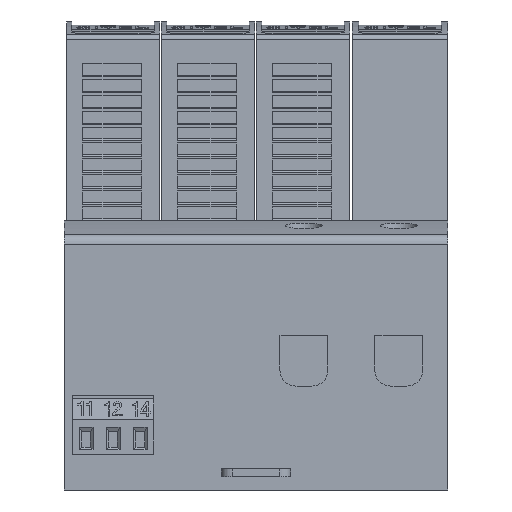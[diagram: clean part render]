
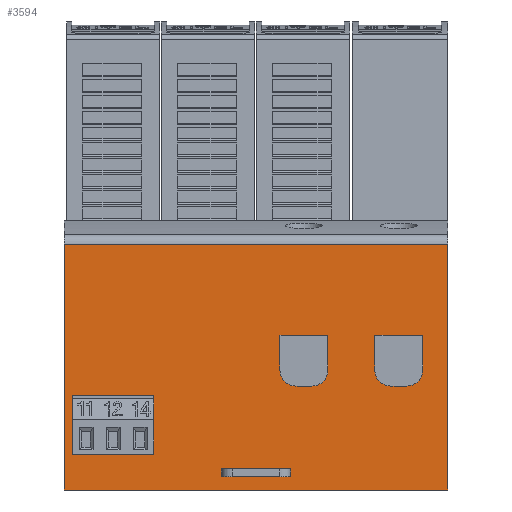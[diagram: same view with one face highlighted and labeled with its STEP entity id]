
A CAD part, front view. The second image highlights one B-rep face of the part: STEP entity #3594.
In plain terms, the highlighted planar face has unit normal (0, -1, 0).
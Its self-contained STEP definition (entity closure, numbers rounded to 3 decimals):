
#3594=ADVANCED_FACE('',(#7302,#7303,#7304,#7305,#7306),#7307,.T.);
#7302=FACE_BOUND('',#11018,.T.);
#7303=FACE_BOUND('',#11019,.T.);
#7304=FACE_BOUND('',#11020,.T.);
#7305=FACE_BOUND('',#11021,.T.);
#7306=FACE_OUTER_BOUND('',#11022,.T.);
#7307=PLANE('',#11023);
#11018=EDGE_LOOP('',(#22223,#22224,#22225,#22226));
#11019=EDGE_LOOP('',(#22227,#22228,#22229,#22230));
#11020=EDGE_LOOP('',(#22231,#22232,#22233,#22234,#22235,#22236));
#11021=EDGE_LOOP('',(#22237,#22238,#22239,#22240,#22241,#22242));
#11022=EDGE_LOOP('',(#22243,#22244,#22245,#22246));
#11023=AXIS2_PLACEMENT_3D('',#22247,#22248,#22249);
#22223=ORIENTED_EDGE('',*,*,#23149,.T.);
#22224=ORIENTED_EDGE('',*,*,#23134,.T.);
#22225=ORIENTED_EDGE('',*,*,#23184,.T.);
#22226=ORIENTED_EDGE('',*,*,#23189,.T.);
#22227=ORIENTED_EDGE('',*,*,#27041,.T.);
#22228=ORIENTED_EDGE('',*,*,#27042,.T.);
#22229=ORIENTED_EDGE('',*,*,#27043,.T.);
#22230=ORIENTED_EDGE('',*,*,#27044,.T.);
#22231=ORIENTED_EDGE('',*,*,#23427,.T.);
#22232=ORIENTED_EDGE('',*,*,#23431,.T.);
#22233=ORIENTED_EDGE('',*,*,#23435,.T.);
#22234=ORIENTED_EDGE('',*,*,#23414,.T.);
#22235=ORIENTED_EDGE('',*,*,#23419,.T.);
#22236=ORIENTED_EDGE('',*,*,#23423,.T.);
#22237=ORIENTED_EDGE('',*,*,#23452,.T.);
#22238=ORIENTED_EDGE('',*,*,#23456,.T.);
#22239=ORIENTED_EDGE('',*,*,#23460,.T.);
#22240=ORIENTED_EDGE('',*,*,#23439,.T.);
#22241=ORIENTED_EDGE('',*,*,#23444,.T.);
#22242=ORIENTED_EDGE('',*,*,#23448,.T.);
#22243=ORIENTED_EDGE('',*,*,#27038,.T.);
#22244=ORIENTED_EDGE('',*,*,#27045,.T.);
#22245=ORIENTED_EDGE('',*,*,#27046,.F.);
#22246=ORIENTED_EDGE('',*,*,#27047,.T.);
#22247=CARTESIAN_POINT('',(-36.0,0.0,23.014));
#22248=DIRECTION('',(0.0,-1.0,0.0));
#22249=DIRECTION('',(0.,0.0,-1.0));
#23134=EDGE_CURVE('',#28257,#28258,#28259,.T.);
#23149=EDGE_CURVE('',#28286,#28257,#28287,.T.);
#23184=EDGE_CURVE('',#28258,#28334,#28335,.T.);
#23189=EDGE_CURVE('',#28334,#28286,#28340,.T.);
#23414=EDGE_CURVE('',#28724,#28725,#28726,.T.);
#23419=EDGE_CURVE('',#28725,#28733,#28734,.T.);
#23423=EDGE_CURVE('',#28733,#28739,#28740,.T.);
#23427=EDGE_CURVE('',#28739,#28745,#28746,.T.);
#23431=EDGE_CURVE('',#28745,#28751,#28752,.T.);
#23435=EDGE_CURVE('',#28751,#28724,#28757,.T.);
#23439=EDGE_CURVE('',#28761,#28762,#28763,.T.);
#23444=EDGE_CURVE('',#28762,#28770,#28771,.T.);
#23448=EDGE_CURVE('',#28770,#28776,#28777,.T.);
#23452=EDGE_CURVE('',#28776,#28782,#28783,.T.);
#23456=EDGE_CURVE('',#28782,#28788,#28789,.T.);
#23460=EDGE_CURVE('',#28788,#28761,#28794,.T.);
#27038=EDGE_CURVE('',#33923,#33921,#33924,.T.);
#27041=EDGE_CURVE('',#33927,#33928,#33929,.T.);
#27042=EDGE_CURVE('',#33928,#33930,#33931,.T.);
#27043=EDGE_CURVE('',#33930,#33932,#33933,.T.);
#27044=EDGE_CURVE('',#33932,#33927,#33934,.T.);
#27045=EDGE_CURVE('',#33921,#33935,#33936,.T.);
#27046=EDGE_CURVE('',#33937,#33935,#33938,.T.);
#27047=EDGE_CURVE('',#33937,#33923,#33939,.T.);
#28257=VERTEX_POINT('',#37405);
#28258=VERTEX_POINT('',#37406);
#28259=LINE('',#37407,#37408);
#28286=VERTEX_POINT('',#37442);
#28287=LINE('',#37443,#37444);
#28334=VERTEX_POINT('',#37509);
#28335=LINE('',#37510,#37511);
#28340=LINE('',#37517,#37518);
#28724=VERTEX_POINT('',#38063);
#28725=VERTEX_POINT('',#38064);
#28726=LINE('',#38065,#38066);
#28733=VERTEX_POINT('',#38076);
#28734=LINE('',#38077,#38078);
#28739=VERTEX_POINT('',#38085);
#28740=LINE('',#38086,#38087);
#28745=VERTEX_POINT('',#38094);
#28746=CIRCLE('',#38095,3.);
#28751=VERTEX_POINT('',#38101);
#28752=LINE('',#38102,#38103);
#28757=CIRCLE('',#38110,3.);
#28761=VERTEX_POINT('',#38114);
#28762=VERTEX_POINT('',#38115);
#28763=LINE('',#38116,#38117);
#28770=VERTEX_POINT('',#38127);
#28771=LINE('',#38128,#38129);
#28776=VERTEX_POINT('',#38136);
#28777=LINE('',#38137,#38138);
#28782=VERTEX_POINT('',#38145);
#28783=CIRCLE('',#38146,3.);
#28788=VERTEX_POINT('',#38152);
#28789=LINE('',#38153,#38154);
#28794=CIRCLE('',#38161,3.);
#33921=VERTEX_POINT('',#46613);
#33923=VERTEX_POINT('',#46616);
#33924=LINE('',#46617,#46618);
#33927=VERTEX_POINT('',#46622);
#33928=VERTEX_POINT('',#46623);
#33929=LINE('',#46624,#46625);
#33930=VERTEX_POINT('',#46626);
#33931=LINE('',#46627,#46628);
#33932=VERTEX_POINT('',#46629);
#33933=LINE('',#46630,#46631);
#33934=LINE('',#46632,#46633);
#33935=VERTEX_POINT('',#46634);
#33936=LINE('',#46635,#46636);
#33937=VERTEX_POINT('',#46637);
#33938=LINE('',#46638,#46639);
#33939=LINE('',#46640,#46641);
#37405=CARTESIAN_POINT('',(6.5,0.0,2.5));
#37406=CARTESIAN_POINT('',(-6.5,0.0,2.5));
#37407=CARTESIAN_POINT('',(-18.0,0.0,2.5));
#37408=VECTOR('',#47735,1.0);
#37442=CARTESIAN_POINT('',(6.5,0.0,4.0));
#37443=CARTESIAN_POINT('',(6.5,0.0,12.757));
#37444=VECTOR('',#47761,1.0);
#37509=CARTESIAN_POINT('',(-6.5,0.0,4.0));
#37510=CARTESIAN_POINT('',(-6.5,0.0,12.757));
#37511=VECTOR('',#47795,1.0);
#37517=CARTESIAN_POINT('',(-18.0,0.0,4.0));
#37518=VECTOR('',#47800,1.0);
#38063=CARTESIAN_POINT('',(4.5,0.0,22.5));
#38064=CARTESIAN_POINT('',(4.5,0.0,28.996));
#38065=CARTESIAN_POINT('',(4.5,0.0,24.381));
#38066=VECTOR('',#48028,1.0);
#38076=CARTESIAN_POINT('',(13.5,0.0,28.996));
#38077=CARTESIAN_POINT('',(-13.5,0.0,28.996));
#38078=VECTOR('',#48032,1.0);
#38085=CARTESIAN_POINT('',(13.5,0.0,22.5));
#38086=CARTESIAN_POINT('',(13.5,0.0,24.381));
#38087=VECTOR('',#48035,1.0);
#38094=CARTESIAN_POINT('',(10.5,0.0,19.5));
#38095=AXIS2_PLACEMENT_3D('',#48038,#48039,#48040);
#38101=CARTESIAN_POINT('',(7.5,0.0,19.5));
#38102=CARTESIAN_POINT('',(-13.5,0.0,19.5));
#38103=VECTOR('',#48045,1.0);
#38110=AXIS2_PLACEMENT_3D('',#48048,#48049,#48050);
#38114=CARTESIAN_POINT('',(22.3,0.0,22.5));
#38115=CARTESIAN_POINT('',(22.3,0.0,28.996));
#38116=CARTESIAN_POINT('',(22.3,0.0,24.381));
#38117=VECTOR('',#48054,1.0);
#38127=CARTESIAN_POINT('',(31.3,0.0,28.996));
#38128=CARTESIAN_POINT('',(-4.6,0.0,28.996));
#38129=VECTOR('',#48058,1.0);
#38136=CARTESIAN_POINT('',(31.3,0.0,22.5));
#38137=CARTESIAN_POINT('',(31.3,0.0,24.381));
#38138=VECTOR('',#48061,1.0);
#38145=CARTESIAN_POINT('',(28.3,0.0,19.5));
#38146=AXIS2_PLACEMENT_3D('',#48064,#48065,#48066);
#38152=CARTESIAN_POINT('',(25.3,0.0,19.5));
#38153=CARTESIAN_POINT('',(-4.6,0.0,19.5));
#38154=VECTOR('',#48071,1.0);
#38161=AXIS2_PLACEMENT_3D('',#48074,#48075,#48076);
#46613=CARTESIAN_POINT('',(36.0,0.0,0.));
#46616=CARTESIAN_POINT('',(-36.0,0.0,0.));
#46617=CARTESIAN_POINT('',(-36.0,0.0,0.));
#46618=VECTOR('',#51480,1.0);
#46622=CARTESIAN_POINT('',(-19.18,0.0,7.178));
#46623=CARTESIAN_POINT('',(-19.18,0.0,6.706));
#46624=CARTESIAN_POINT('',(-19.18,0.0,19.306));
#46625=VECTOR('',#51482,1.0);
#46626=CARTESIAN_POINT('',(-34.42,0.0,6.706));
#46627=CARTESIAN_POINT('',(-27.59,0.0,6.706));
#46628=VECTOR('',#51483,1.0);
#46629=CARTESIAN_POINT('',(-34.42,0.0,7.178));
#46630=CARTESIAN_POINT('',(-34.42,0.0,19.306));
#46631=VECTOR('',#51484,1.0);
#46632=CARTESIAN_POINT('',(-71.1,0.,7.178));
#46633=VECTOR('',#51485,1.0);
#46634=CARTESIAN_POINT('',(36.0,0.,46.028));
#46635=CARTESIAN_POINT('',(36.0,0.0,46.028));
#46636=VECTOR('',#51486,1.0);
#46637=CARTESIAN_POINT('',(-36.0,0.,46.028));
#46638=CARTESIAN_POINT('',(-36.0,0.,46.028));
#46639=VECTOR('',#51487,1.0);
#46640=CARTESIAN_POINT('',(-36.0,0.0,46.028));
#46641=VECTOR('',#51488,1.0);
#47735=DIRECTION('',(-1.0,-0.0,0.0));
#47761=DIRECTION('',(0.0,0.0,-1.0));
#47795=DIRECTION('',(0.0,0.0,1.0));
#47800=DIRECTION('',(1.0,0.0,0.0));
#48028=DIRECTION('',(0.0,0.0,1.0));
#48032=DIRECTION('',(1.0,0.0,0.0));
#48035=DIRECTION('',(0.0,0.0,-1.0));
#48038=CARTESIAN_POINT('',(10.5,0.0,22.5));
#48039=DIRECTION('',(-0.0,1.0,0.0));
#48040=DIRECTION('',(1.0,0.0,0.0));
#48045=DIRECTION('',(-1.0,-0.0,0.0));
#48048=CARTESIAN_POINT('',(7.5,0.0,22.5));
#48049=DIRECTION('',(-0.0,1.0,0.0));
#48050=DIRECTION('',(1.0,0.0,0.0));
#48054=DIRECTION('',(0.0,0.0,1.0));
#48058=DIRECTION('',(1.0,0.0,0.0));
#48061=DIRECTION('',(0.0,0.0,-1.0));
#48064=CARTESIAN_POINT('',(28.3,0.0,22.5));
#48065=DIRECTION('',(-0.0,1.0,0.0));
#48066=DIRECTION('',(1.0,0.0,0.0));
#48071=DIRECTION('',(-1.0,-0.0,0.0));
#48074=CARTESIAN_POINT('',(25.3,0.0,22.5));
#48075=DIRECTION('',(-0.0,1.0,0.0));
#48076=DIRECTION('',(1.0,0.0,0.0));
#51480=DIRECTION('',(1.0,0.0,0.));
#51482=DIRECTION('',(0.,0.0,-1.0));
#51483=DIRECTION('',(-1.0,-0.0,0.));
#51484=DIRECTION('',(0.,-0.0,1.0));
#51485=DIRECTION('',(1.0,0.0,0.));
#51486=DIRECTION('',(0.,-0.0,1.0));
#51487=DIRECTION('',(1.0,0.0,0.));
#51488=DIRECTION('',(0.,0.0,-1.0));
